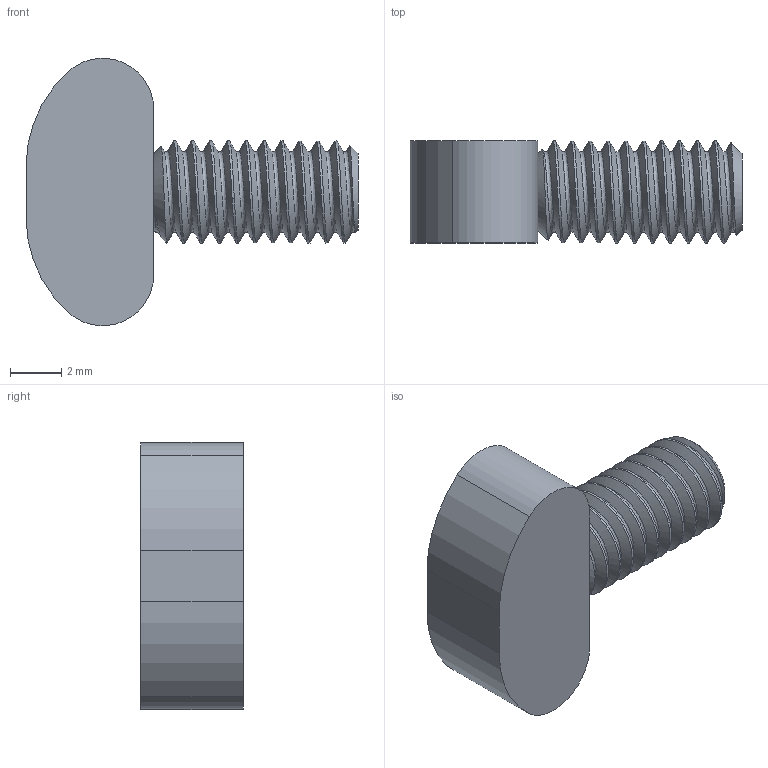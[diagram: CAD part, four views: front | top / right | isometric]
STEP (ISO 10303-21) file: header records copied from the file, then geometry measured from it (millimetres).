
FILE_DESCRIPTION(('STEP AP214'), '1');
FILE_NAME('øòîð âèíòîâîé', '2025-10-29T17:45:38', ('Àðò¸ì'), (''), 'C3D Converter', 'C3D Toolkit', '');
FILE_SCHEMA(('AUTOMOTIVE_DESIGN { 1 0 10303 214 3 1 1}'));
Length unit declared in the file: millimetre
Bounding box: 13 x 4 x 10.46 mm (x, y, z)
Volume: 257.7 mm3; surface area: 341.5 mm2
Topology: 1 solids, 1 shells, 24 faces, 64 edges, 46 vertices
Faces by surface type: cylinder 12, plane 5, cone 4, bspline 3
Entity records: 9508 total; most frequent: CARTESIAN_POINT 8971, ORIENTED_EDGE 110, DIRECTION 81, EDGE_CURVE 55, VERTEX_POINT 38, AXIS2_PLACEMENT_3D 32, B_SPLINE_CURVE_WITH_KNOTS 27, EDGE_LOOP 25
